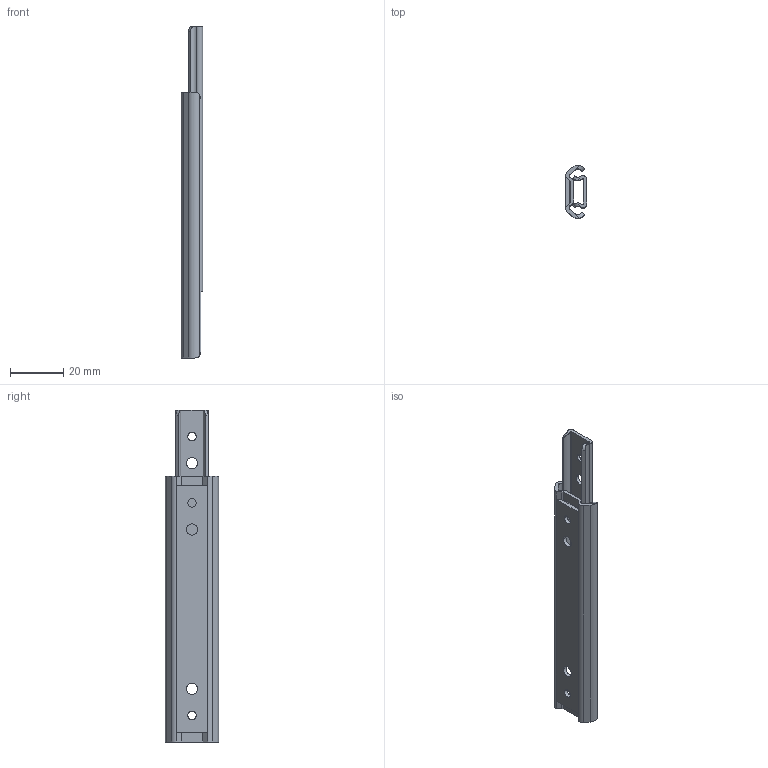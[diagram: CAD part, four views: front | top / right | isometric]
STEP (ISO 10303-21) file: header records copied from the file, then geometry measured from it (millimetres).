
FILE_DESCRIPTION (( 'STEP AP203' ), '1' );
FILE_NAME ('2020-100 AS.STEP', '2020-04-23T05:03:33', ( '' ), ( '' ), 'SwSTEP 2.0', 'SolidWorks 2019', '' );
FILE_SCHEMA (( 'CONFIG_CONTROL_DESIGN' ));
Length unit declared in the file: millimetre
Products named in the file (3): OM-2020-100; 2020-100 AS; IM-2020-100
Assembly tree (2 placements, depth 2):
  2020-100 AS
    OM-2020-100
    IM-2020-100
Bounding box: 8 x 20 x 125 mm (x, y, z)
Volume: 6111.8 mm3; surface area: 10111.5 mm2
Topology: 2 solids, 2 shells, 86 faces, 246 edges, 160 vertices
Faces by surface type: cylinder 48, plane 38
Entity records: 3359 total; most frequent: CARTESIAN_POINT 761, ORIENTED_EDGE 492, DIRECTION 480, EDGE_CURVE 246, AXIS2_PLACEMENT_3D 171, VERTEX_POINT 160, LINE 138, VECTOR 138
